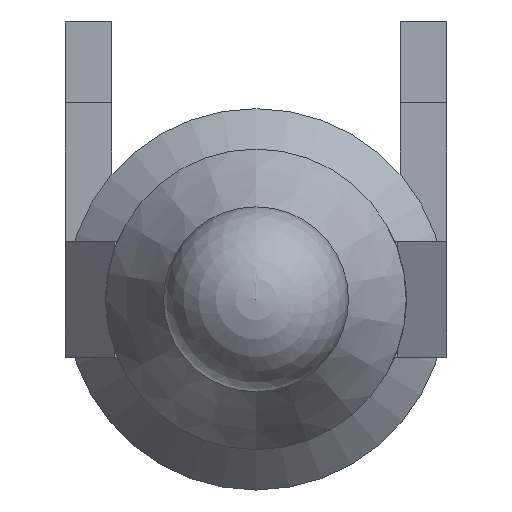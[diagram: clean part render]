
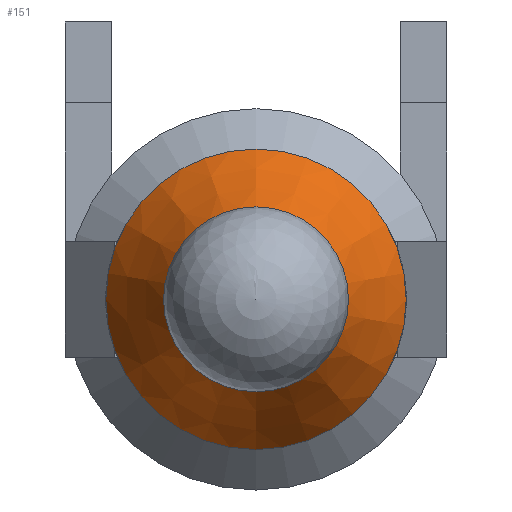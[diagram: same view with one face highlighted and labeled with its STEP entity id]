
A CAD part, front view. The second image highlights one B-rep face of the part: STEP entity #151.
In plain terms, the highlighted conical face has half-angle 30 degrees and reference radius 1.3 mm.
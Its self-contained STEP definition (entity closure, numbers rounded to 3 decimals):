
#57=CONICAL_SURFACE('',#858,1.3,30.);
#151=ADVANCED_FACE('',(#199,#200),#57,.T.);
#199=FACE_BOUND('',#218,.T.);
#200=FACE_BOUND('',#219,.T.);
#218=EDGE_LOOP('',(#478));
#219=EDGE_LOOP('',(#479));
#478=ORIENTED_EDGE('',*,*,#751,.F.);
#479=ORIENTED_EDGE('',*,*,#726,.F.);
#659=VERTEX_POINT('',#1143);
#682=VERTEX_POINT('',#1199);
#726=EDGE_CURVE('',#659,#659,#825,.T.);
#751=EDGE_CURVE('',#682,#682,#830,.T.);
#825=CIRCLE('',#843,1.3);
#830=CIRCLE('',#856,0.8);
#843=AXIS2_PLACEMENT_3D('',#1142,#921,#922);
#856=AXIS2_PLACEMENT_3D('',#1198,#967,#968);
#858=AXIS2_PLACEMENT_3D('',#1201,#971,#972);
#921=DIRECTION('',(0.,1.,0.));
#922=DIRECTION('',(0.,0.,1.));
#967=DIRECTION('',(0.,-1.,0.));
#968=DIRECTION('',(0.,0.,1.));
#971=DIRECTION('',(0.,1.,0.));
#972=DIRECTION('',(0.,0.,1.));
#1142=CARTESIAN_POINT('',(20.,10.916,0.));
#1143=CARTESIAN_POINT('',(20.,10.916,1.3));
#1198=CARTESIAN_POINT('',(20.,10.05,0.));
#1199=CARTESIAN_POINT('',(20.,10.05,0.8));
#1201=CARTESIAN_POINT('',(20.,10.916,0.));
